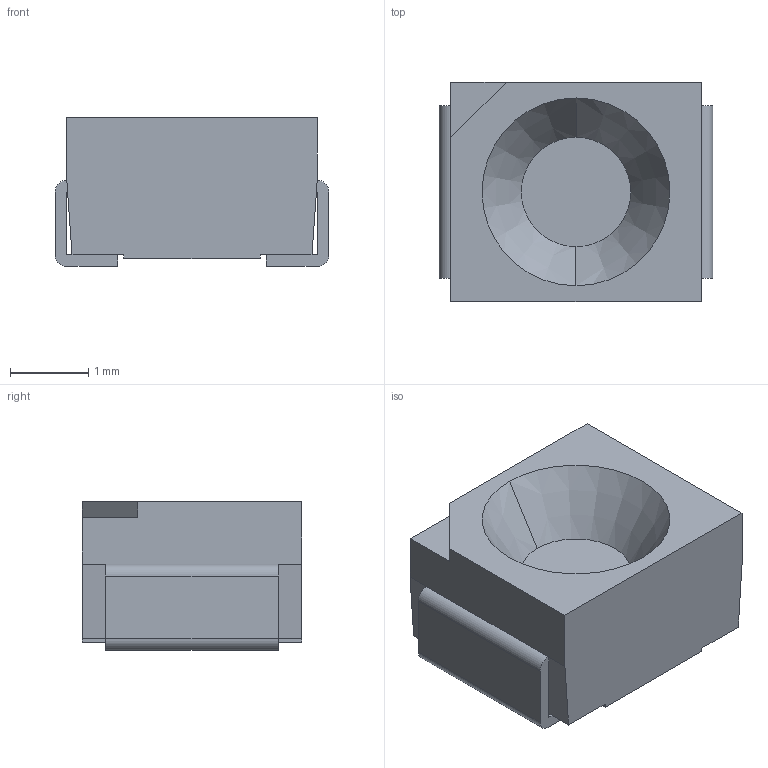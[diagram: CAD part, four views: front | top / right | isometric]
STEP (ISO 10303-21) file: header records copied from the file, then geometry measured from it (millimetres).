
FILE_DESCRIPTION(('FreeCAD Model'),'2;1');
FILE_NAME('AA3528.step','2018-04-09T22:50:11',( 'kicad StepUp'),('ksu MCAD'),'Open CASCADE STEP processor 6.8', 'FreeCAD','Unknown');
FILE_SCHEMA(('AUTOMOTIVE_DESIGN_CC2 { 1 2 10303 214 -1 1 5 4 }'));
Length unit declared in the file: millimetre
Products named in the file (2): ASSEMBLY; AA3528
Assembly tree (1 placements, depth 2):
  ASSEMBLY
    AA3528
Bounding box: 3.5 x 2.8 x 1.9 mm (x, y, z)
Volume: 14.5 mm3; surface area: 52.3 mm2
Topology: 1 solids, 1 shells, 312 faces, 850 edges, 564 vertices
Faces by surface type: plane 186, bspline 120, cylinder 4, cone 2
Entity records: 17466 total; most frequent: CARTESIAN_POINT 8168, ORIENTED_EDGE 1700, DIRECTION 1010, EDGE_CURVE 850, LINE 598, VECTOR 598, VERTEX_POINT 564, FACE_BOUND 340
